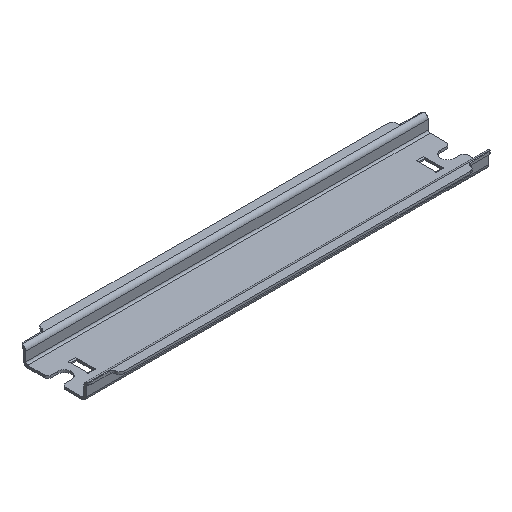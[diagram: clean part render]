
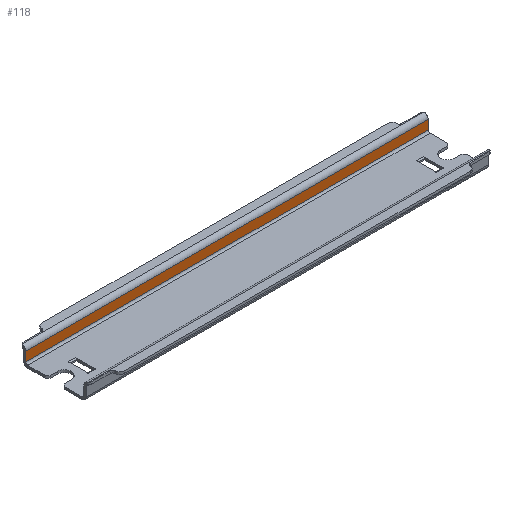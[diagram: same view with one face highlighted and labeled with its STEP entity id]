
A CAD part, isometric view. The second image highlights one B-rep face of the part: STEP entity #118.
In plain terms, the highlighted planar face has unit normal (0, -1, 0).
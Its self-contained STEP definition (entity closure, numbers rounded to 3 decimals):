
#118 = ADVANCED_FACE( '', ( #275 ), #276, .F. );
#275 = FACE_OUTER_BOUND( '', #472, .T. );
#276 = PLANE( '', #473 );
#472 = EDGE_LOOP( '', ( #767, #768, #769, #770 ) );
#473 = AXIS2_PLACEMENT_3D( '', #771, #772, #773 );
#767 = ORIENTED_EDGE( '', *, *, #1317, .T. );
#768 = ORIENTED_EDGE( '', *, *, #1245, .F. );
#769 = ORIENTED_EDGE( '', *, *, #1318, .F. );
#770 = ORIENTED_EDGE( '', *, *, #1319, .T. );
#771 = CARTESIAN_POINT( '', ( 170.5, 23.8, 5.7 ) );
#772 = DIRECTION( '', ( 0., 1., 0. ) );
#773 = DIRECTION( '', ( 0., 0., 1. ) );
#1245 = EDGE_CURVE( '', #1503, #1499, #1505, .T. );
#1317 = EDGE_CURVE( '', #1629, #1499, #1630, .T. );
#1318 = EDGE_CURVE( '', #1631, #1503, #1632, .T. );
#1319 = EDGE_CURVE( '', #1631, #1629, #1633, .T. );
#1499 = VERTEX_POINT( '', #1872 );
#1503 = VERTEX_POINT( '', #1877 );
#1505 = LINE( '', #1879, #1880 );
#1629 = VERTEX_POINT( '', #2056 );
#1630 = LINE( '', #2057, #2058 );
#1631 = VERTEX_POINT( '', #2059 );
#1632 = LINE( '', #2060, #2061 );
#1633 = LINE( '', #2062, #2063 );
#1872 = CARTESIAN_POINT( '', ( 0., 23.8, 1.8 ) );
#1877 = CARTESIAN_POINT( '', ( 170.5, 23.8, 1.8 ) );
#1879 = CARTESIAN_POINT( '', ( 170.5, 23.8, 1.8 ) );
#1880 = VECTOR( '', #2378, 1000. );
#2056 = CARTESIAN_POINT( '', ( 0., 23.8, 5.7 ) );
#2057 = CARTESIAN_POINT( '', ( 0., 23.8, 5.7 ) );
#2058 = VECTOR( '', #2480, 1000. );
#2059 = CARTESIAN_POINT( '', ( 170.5, 23.8, 5.7 ) );
#2060 = CARTESIAN_POINT( '', ( 170.5, 23.8, 5.7 ) );
#2061 = VECTOR( '', #2481, 1000. );
#2062 = CARTESIAN_POINT( '', ( 170.5, 23.8, 5.7 ) );
#2063 = VECTOR( '', #2482, 1000. );
#2378 = DIRECTION( '', ( -1., 0., 0. ) );
#2480 = DIRECTION( '', ( 0., 0., -1. ) );
#2481 = DIRECTION( '', ( 0., 0., -1. ) );
#2482 = DIRECTION( '', ( -1., 0., 0. ) );
